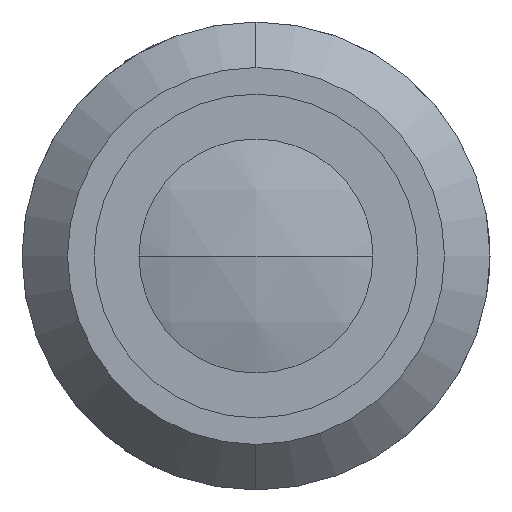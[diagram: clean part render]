
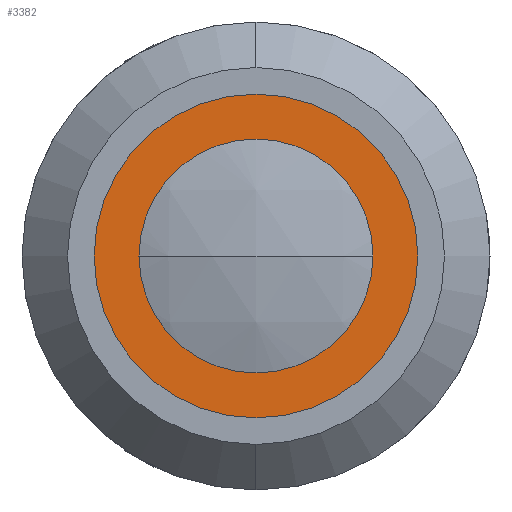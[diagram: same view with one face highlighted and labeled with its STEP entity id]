
A CAD part, left-side view. The second image highlights one B-rep face of the part: STEP entity #3382.
In plain terms, the highlighted planar face has unit normal (-1, 0, 0).
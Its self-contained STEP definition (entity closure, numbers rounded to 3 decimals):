
#17 = ORIENTED_EDGE ( 'NONE', *, *, #3078, .T. ) ;
#270 = AXIS2_PLACEMENT_3D ( 'NONE', #1182, #3796, #1547 ) ;
#274 = DIRECTION ( 'NONE',  ( -1., 0., 0. ) ) ;
#316 = EDGE_CURVE ( 'NONE', #748, #3994, #2465, .T. ) ;
#333 = DIRECTION ( 'NONE',  ( -1., 0., 0. ) ) ;
#670 = VERTEX_POINT ( 'NONE', #3151 ) ;
#748 = VERTEX_POINT ( 'NONE', #2260 ) ;
#980 = PLANE ( 'NONE',  #2488 ) ;
#1182 = CARTESIAN_POINT ( 'NONE',  ( 3.5, 0., 0. ) ) ;
#1229 = EDGE_CURVE ( 'NONE', #670, #3357, #4123, .T. ) ;
#1308 = DIRECTION ( 'NONE',  ( 0., 0., 1. ) ) ;
#1425 = DIRECTION ( 'NONE',  ( 0., 0., -1. ) ) ;
#1547 = DIRECTION ( 'NONE',  ( 0., 0., 1. ) ) ;
#1594 = DIRECTION ( 'NONE',  ( 0., 0., 1. ) ) ;
#1622 = CARTESIAN_POINT ( 'NONE',  ( 3.5, 0., -9. ) ) ;
#1637 = EDGE_LOOP ( 'NONE', ( #3109, #3561 ) ) ;
#1674 = CARTESIAN_POINT ( 'NONE',  ( 3.5, 0., 0. ) ) ;
#1926 = CARTESIAN_POINT ( 'NONE',  ( 3.5, 0., 0. ) ) ;
#2065 = DIRECTION ( 'NONE',  ( 0., 0., 1. ) ) ;
#2135 = CIRCLE ( 'NONE', #270, 9. ) ;
#2199 = CIRCLE ( 'NONE', #4149, 13.2 ) ;
#2260 = CARTESIAN_POINT ( 'NONE',  ( 3.5, 0., 13.2 ) ) ;
#2379 = DIRECTION ( 'NONE',  ( 1., 0., 0. ) ) ;
#2397 = CARTESIAN_POINT ( 'NONE',  ( 3.5, 13.2, 0. ) ) ;
#2423 = FACE_OUTER_BOUND ( 'NONE', #2552, .T. ) ;
#2443 = FACE_BOUND ( 'NONE', #1637, .T. ) ;
#2465 = CIRCLE ( 'NONE', #4192, 13.2 ) ;
#2488 = AXIS2_PLACEMENT_3D ( 'NONE', #2397, #2379, #1425 ) ;
#2552 = EDGE_LOOP ( 'NONE', ( #3648, #17 ) ) ;
#3078 = EDGE_CURVE ( 'NONE', #3994, #748, #2199, .T. ) ;
#3109 = ORIENTED_EDGE ( 'NONE', *, *, #1229, .F. ) ;
#3151 = CARTESIAN_POINT ( 'NONE',  ( 3.5, 0., 9. ) ) ;
#3357 = VERTEX_POINT ( 'NONE', #1622 ) ;
#3382 = ADVANCED_FACE ( 'NONE', ( #2443, #2423 ), #980, .F. ) ;
#3521 = EDGE_CURVE ( 'NONE', #3357, #670, #2135, .T. ) ;
#3561 = ORIENTED_EDGE ( 'NONE', *, *, #3521, .F. ) ;
#3648 = ORIENTED_EDGE ( 'NONE', *, *, #316, .T. ) ;
#3796 = DIRECTION ( 'NONE',  ( -1., 0., 0. ) ) ;
#3904 = CARTESIAN_POINT ( 'NONE',  ( 3.5, 0., 0. ) ) ;
#3994 = VERTEX_POINT ( 'NONE', #4230 ) ;
#4123 = CIRCLE ( 'NONE', #4136, 9. ) ;
#4136 = AXIS2_PLACEMENT_3D ( 'NONE', #1926, #4250, #1308 ) ;
#4149 = AXIS2_PLACEMENT_3D ( 'NONE', #1674, #333, #2065 ) ;
#4192 = AXIS2_PLACEMENT_3D ( 'NONE', #3904, #274, #1594 ) ;
#4230 = CARTESIAN_POINT ( 'NONE',  ( 3.5, 0., -13.2 ) ) ;
#4250 = DIRECTION ( 'NONE',  ( -1., 0., 0. ) ) ;
